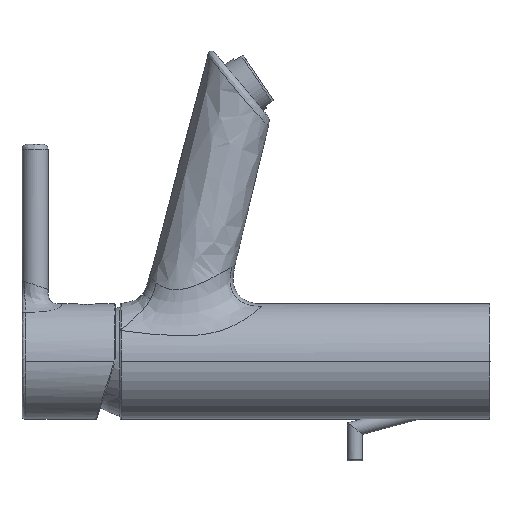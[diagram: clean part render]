
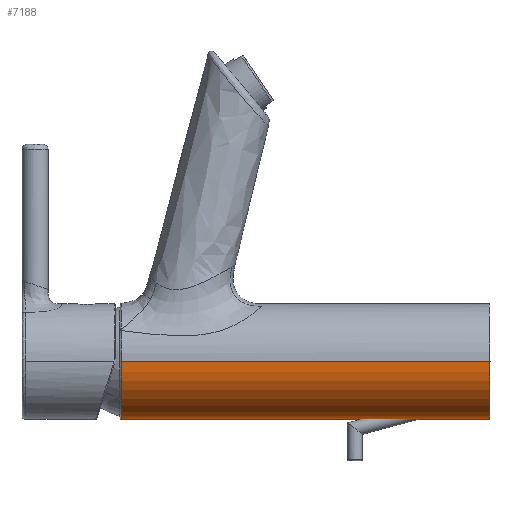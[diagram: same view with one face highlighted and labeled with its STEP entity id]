
A CAD part, left-side view. The second image highlights one B-rep face of the part: STEP entity #7188.
In plain terms, the highlighted cylindrical face has radius 23.25 mm (diameter 46.5 mm), a partial arc.
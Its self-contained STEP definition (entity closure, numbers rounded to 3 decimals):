
#108 = EDGE_CURVE ( 'NONE', #552, #932, #4958, .T. ) ;
#347 = EDGE_CURVE ( 'NONE', #4060, #552, #5980, .T. ) ;
#373 = CARTESIAN_POINT ( 'NONE',  ( -23.25, -5., 0. ) ) ;
#552 = VERTEX_POINT ( 'NONE', #373 ) ;
#932 = VERTEX_POINT ( 'NONE', #7375 ) ;
#1003 = ORIENTED_EDGE ( 'NONE', *, *, #7291, .F. ) ;
#1105 = AXIS2_PLACEMENT_3D ( 'NONE', #3216, #1645, #4864 ) ;
#1500 = VECTOR ( 'NONE', #4691, 1000. ) ;
#1637 = FACE_OUTER_BOUND ( 'NONE', #7325, .T. ) ;
#1645 = DIRECTION ( 'NONE',  ( 0., 1., 0. ) ) ;
#1889 = LINE ( 'NONE', #4511, #9449 ) ;
#2065 = ORIENTED_EDGE ( 'NONE', *, *, #347, .T. ) ;
#2297 = CARTESIAN_POINT ( 'NONE',  ( -23.25, 72., 0. ) ) ;
#2728 = VERTEX_POINT ( 'NONE', #7532 ) ;
#3216 = CARTESIAN_POINT ( 'NONE',  ( 0., -5., 0. ) ) ;
#3653 = CIRCLE ( 'NONE', #5751, 23.25 ) ;
#4060 = VERTEX_POINT ( 'NONE', #8427 ) ;
#4511 = CARTESIAN_POINT ( 'NONE',  ( 23.25, 72., 0. ) ) ;
#4691 = DIRECTION ( 'NONE',  ( 0., 1., 0. ) ) ;
#4864 = DIRECTION ( 'NONE',  ( 1., 0., 0. ) ) ;
#4958 = LINE ( 'NONE', #2297, #1500 ) ;
#5104 = CYLINDRICAL_SURFACE ( 'NONE', #9310, 23.25 ) ;
#5648 = ORIENTED_EDGE ( 'NONE', *, *, #108, .T. ) ;
#5751 = AXIS2_PLACEMENT_3D ( 'NONE', #7767, #8482, #10198 ) ;
#5980 = CIRCLE ( 'NONE', #1105, 23.25 ) ;
#6424 = EDGE_CURVE ( 'NONE', #932, #2728, #3653, .T. ) ;
#7188 = ADVANCED_FACE ( 'NONE', ( #1637 ), #5104, .T. ) ;
#7291 = EDGE_CURVE ( 'NONE', #4060, #2728, #1889, .T. ) ;
#7325 = EDGE_LOOP ( 'NONE', ( #2065, #5648, #9261, #1003 ) ) ;
#7375 = CARTESIAN_POINT ( 'NONE',  ( -23.25, 143.5, 0. ) ) ;
#7405 = DIRECTION ( 'NONE',  ( 0., 1., 0. ) ) ;
#7532 = CARTESIAN_POINT ( 'NONE',  ( 23.25, 143.5, 0. ) ) ;
#7767 = CARTESIAN_POINT ( 'NONE',  ( 0., 143.5, 0. ) ) ;
#8427 = CARTESIAN_POINT ( 'NONE',  ( 23.25, -5., 0. ) ) ;
#8482 = DIRECTION ( 'NONE',  ( 0., -1., 0. ) ) ;
#8585 = DIRECTION ( 'NONE',  ( 0., 1., 0. ) ) ;
#9056 = CARTESIAN_POINT ( 'NONE',  ( 0., 72., 0. ) ) ;
#9229 = DIRECTION ( 'NONE',  ( 1., 0., 0. ) ) ;
#9261 = ORIENTED_EDGE ( 'NONE', *, *, #6424, .T. ) ;
#9310 = AXIS2_PLACEMENT_3D ( 'NONE', #9056, #7405, #9229 ) ;
#9449 = VECTOR ( 'NONE', #8585, 1000. ) ;
#10198 = DIRECTION ( 'NONE',  ( 1., 0., 0. ) ) ;
